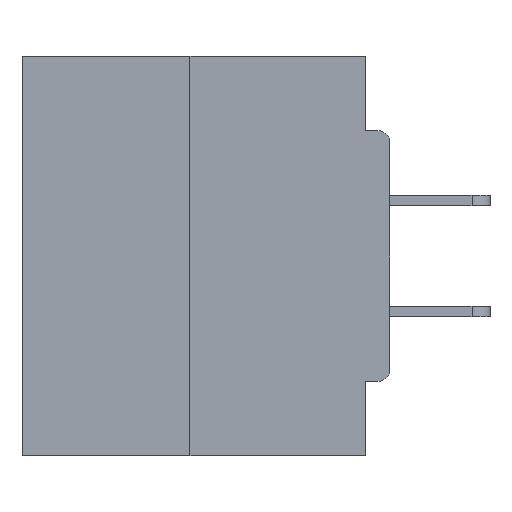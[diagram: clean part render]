
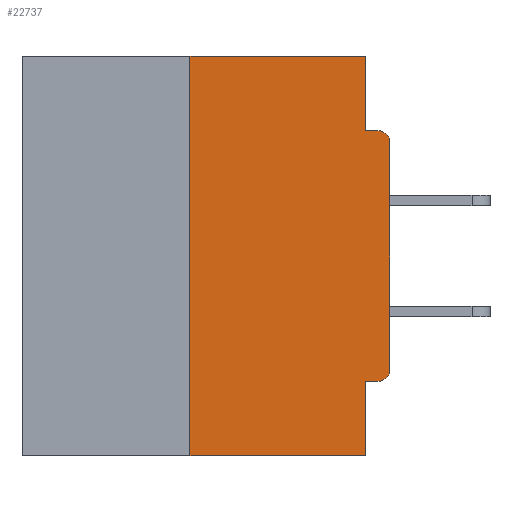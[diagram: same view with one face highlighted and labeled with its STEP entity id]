
A CAD part, left-side view. The second image highlights one B-rep face of the part: STEP entity #22737.
In plain terms, the highlighted planar face has unit normal (-1, 0, 0).
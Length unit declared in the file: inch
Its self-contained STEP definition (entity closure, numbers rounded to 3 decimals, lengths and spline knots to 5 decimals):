
#12 = CARTESIAN_POINT ( 'NONE',  ( 0., 0.031, 0. ) ) ;
#127 = EDGE_CURVE ( 'NONE', #26749, #13454, #22344, .T. ) ;
#449 = EDGE_CURVE ( 'NONE', #14900, #32913, #16334, .T. ) ;
#532 = AXIS2_PLACEMENT_3D ( 'NONE', #7532, #22531, #15132 ) ;
#764 = AXIS2_PLACEMENT_3D ( 'NONE', #13242, #13008, #18261 ) ;
#1432 = EDGE_CURVE ( 'NONE', #23443, #6397, #9063, .T. ) ;
#1720 = CARTESIAN_POINT ( 'NONE',  ( 0., 0.25, 0. ) ) ;
#1867 = EDGE_CURVE ( 'NONE', #7111, #14900, #29781, .T. ) ;
#2260 = ORIENTED_EDGE ( 'NONE', *, *, #127, .F. ) ;
#2273 = VECTOR ( 'NONE', #19722, 39.37008 ) ;
#3424 = ORIENTED_EDGE ( 'NONE', *, *, #3498, .T. ) ;
#3498 = EDGE_CURVE ( 'NONE', #12275, #7111, #32855, .T. ) ;
#3715 = AXIS2_PLACEMENT_3D ( 'NONE', #22967, #15343, #15233 ) ;
#3822 = CARTESIAN_POINT ( 'NONE',  ( 0., 0., 0. ) ) ;
#5611 = ORIENTED_EDGE ( 'NONE', *, *, #1867, .T. ) ;
#6397 = VERTEX_POINT ( 'NONE', #12547 ) ;
#6936 = CARTESIAN_POINT ( 'NONE',  ( 0., 0.46, -0.5 ) ) ;
#7111 = VERTEX_POINT ( 'NONE', #23040 ) ;
#7115 = VERTEX_POINT ( 'NONE', #15534 ) ;
#7433 = LINE ( 'NONE', #32359, #20233 ) ;
#7532 = CARTESIAN_POINT ( 'NONE',  ( 0., 0.46, 0. ) ) ;
#8342 = CARTESIAN_POINT ( 'NONE',  ( 0., 0.46, 0. ) ) ;
#9063 = LINE ( 'NONE', #27721, #2273 ) ;
#9265 = VERTEX_POINT ( 'NONE', #21053 ) ;
#10035 = CARTESIAN_POINT ( 'NONE',  ( 0., 0., -0.0935 ) ) ;
#10232 = EDGE_CURVE ( 'NONE', #12275, #26749, #7433, .T. ) ;
#12275 = VERTEX_POINT ( 'NONE', #14674 ) ;
#12308 = VECTOR ( 'NONE', #22449, 39.37008 ) ;
#12547 = CARTESIAN_POINT ( 'NONE',  ( 0., 0.031, -0.0935 ) ) ;
#12769 = ORIENTED_EDGE ( 'NONE', *, *, #17067, .T. ) ;
#12866 = FACE_OUTER_BOUND ( 'NONE', #25885, .T. ) ;
#13008 = DIRECTION ( 'NONE',  ( -1., 0., 0. ) ) ;
#13155 = EDGE_CURVE ( 'NONE', #7115, #9265, #13722, .T. ) ;
#13242 = CARTESIAN_POINT ( 'NONE',  ( 0., 0.015, -0.3915 ) ) ;
#13454 = VERTEX_POINT ( 'NONE', #23188 ) ;
#13722 = LINE ( 'NONE', #1720, #14899 ) ;
#14666 = DIRECTION ( 'NONE',  ( 0., 0., 1. ) ) ;
#14674 = CARTESIAN_POINT ( 'NONE',  ( 0., 0.015, -0.4065 ) ) ;
#14723 = EDGE_CURVE ( 'NONE', #9265, #23443, #15187, .T. ) ;
#14899 = VECTOR ( 'NONE', #14666, 39.37008 ) ;
#14900 = VERTEX_POINT ( 'NONE', #29418 ) ;
#15132 = DIRECTION ( 'NONE',  ( 0., 0., -1. ) ) ;
#15187 = LINE ( 'NONE', #8342, #28776 ) ;
#15233 = DIRECTION ( 'NONE',  ( 0., 0., -1. ) ) ;
#15286 = ORIENTED_EDGE ( 'NONE', *, *, #13155, .F. ) ;
#15343 = DIRECTION ( 'NONE',  ( -1., 0., 0. ) ) ;
#15534 = CARTESIAN_POINT ( 'NONE',  ( 0., 0.25, -0.5 ) ) ;
#16079 = DIRECTION ( 'NONE',  ( 0., -1., 0. ) ) ;
#16334 = CIRCLE ( 'NONE', #3715, 0.015 ) ;
#17067 = EDGE_CURVE ( 'NONE', #7115, #13454, #31844, .T. ) ;
#17883 = VECTOR ( 'NONE', #25049, 39.37008 ) ;
#18011 = ORIENTED_EDGE ( 'NONE', *, *, #449, .T. ) ;
#18099 = DIRECTION ( 'NONE',  ( 0., 0., -1. ) ) ;
#18261 = DIRECTION ( 'NONE',  ( 0., 0., -1. ) ) ;
#18758 = VECTOR ( 'NONE', #18099, 39.37008 ) ;
#18894 = ORIENTED_EDGE ( 'NONE', *, *, #1432, .F. ) ;
#19025 = DIRECTION ( 'NONE',  ( 0., 0., 1. ) ) ;
#19660 = DIRECTION ( 'NONE',  ( 0., 1., 0. ) ) ;
#19722 = DIRECTION ( 'NONE',  ( 0., 0., -1. ) ) ;
#20233 = VECTOR ( 'NONE', #19660, 39.37008 ) ;
#20316 = LINE ( 'NONE', #10035, #12308 ) ;
#20778 = ORIENTED_EDGE ( 'NONE', *, *, #31754, .F. ) ;
#21053 = CARTESIAN_POINT ( 'NONE',  ( 0., 0.25, 0. ) ) ;
#22326 = ORIENTED_EDGE ( 'NONE', *, *, #10232, .F. ) ;
#22344 = LINE ( 'NONE', #26615, #18758 ) ;
#22449 = DIRECTION ( 'NONE',  ( 0., -1., 0. ) ) ;
#22531 = DIRECTION ( 'NONE',  ( 1., 0., 0. ) ) ;
#22737 = ADVANCED_FACE ( 'NONE', ( #12866 ), #24984, .F. ) ;
#22967 = CARTESIAN_POINT ( 'NONE',  ( 0., 0.015, -0.1085 ) ) ;
#23040 = CARTESIAN_POINT ( 'NONE',  ( 0., 0., -0.3915 ) ) ;
#23188 = CARTESIAN_POINT ( 'NONE',  ( 0., 0.031, -0.5 ) ) ;
#23443 = VERTEX_POINT ( 'NONE', #12 ) ;
#23827 = CARTESIAN_POINT ( 'NONE',  ( 0., 0.031, -0.4065 ) ) ;
#24636 = VECTOR ( 'NONE', #19025, 39.37008 ) ;
#24984 = PLANE ( 'NONE',  #532 ) ;
#25049 = DIRECTION ( 'NONE',  ( 0., -1., 0. ) ) ;
#25885 = EDGE_LOOP ( 'NONE', ( #32748, #15286, #12769, #2260, #22326, #3424, #5611, #18011, #20778, #18894 ) ) ;
#26615 = CARTESIAN_POINT ( 'NONE',  ( 0., 0.031, -0.5 ) ) ;
#26749 = VERTEX_POINT ( 'NONE', #23827 ) ;
#27721 = CARTESIAN_POINT ( 'NONE',  ( 0., 0.031, 0. ) ) ;
#28776 = VECTOR ( 'NONE', #16079, 39.37008 ) ;
#29418 = CARTESIAN_POINT ( 'NONE',  ( 0., 0., -0.1085 ) ) ;
#29496 = CARTESIAN_POINT ( 'NONE',  ( 0., 0.015, -0.0935 ) ) ;
#29781 = LINE ( 'NONE', #3822, #24636 ) ;
#31754 = EDGE_CURVE ( 'NONE', #6397, #32913, #20316, .T. ) ;
#31844 = LINE ( 'NONE', #6936, #17883 ) ;
#32359 = CARTESIAN_POINT ( 'NONE',  ( 0., 0., -0.4065 ) ) ;
#32748 = ORIENTED_EDGE ( 'NONE', *, *, #14723, .F. ) ;
#32855 = CIRCLE ( 'NONE', #764, 0.015 ) ;
#32913 = VERTEX_POINT ( 'NONE', #29496 ) ;
